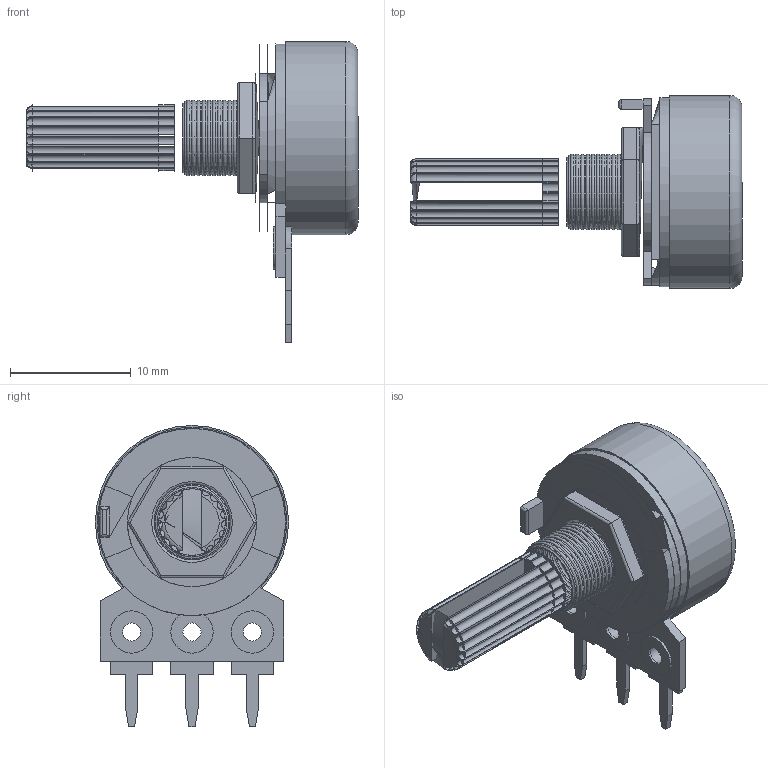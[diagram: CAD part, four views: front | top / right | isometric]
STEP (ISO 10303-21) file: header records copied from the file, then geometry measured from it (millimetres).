
FILE_DESCRIPTION(('FreeCAD Model'),'2;1');
FILE_NAME('Open CASCADE Shape Model','2022-04-17T11:34:51',(''),(''), 'Open CASCADE STEP processor 7.5','FreeCAD','Unknown');
FILE_SCHEMA(('AUTOMOTIVE_DESIGN { 1 0 10303 214 1 1 1 1 }'));
Length unit declared in the file: millimetre
Products named in the file (1): Potentiometer_RK163_cp
Bounding box: 27.5 x 16 x 24.94 mm (x, y, z)
Volume: 1517.1 mm3; surface area: 4889.2 mm2
Topology: 6 solids, 7 shells, 202 faces, 586 edges, 331 vertices
Faces by surface type: plane 100, cylinder 81, torus 21
Full cylindrical faces by diameter (mm): 1.5 x9, 2 x3, 3.5 x6, 6.06 x14, 6.28 x1, 10.7 x1, 15.5 x1, 16 x1
Entity records: 8831 total; most frequent: CARTESIAN_POINT 2297, DIRECTION 1124, ORIENTED_EDGE 1022, EDGE_CURVE 511, AXIS2_PLACEMENT_3D 433, VERTEX_POINT 325, LINE 258, VECTOR 258
